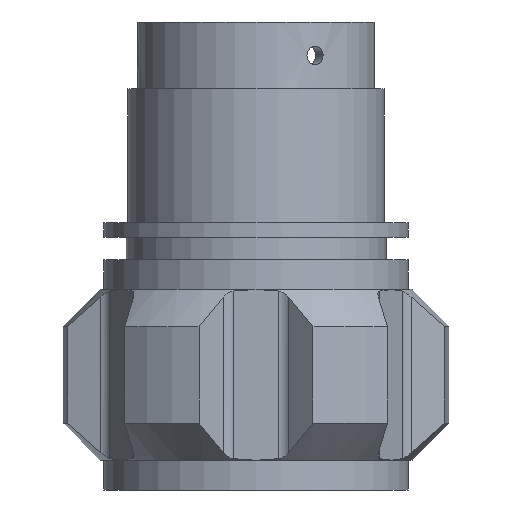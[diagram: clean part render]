
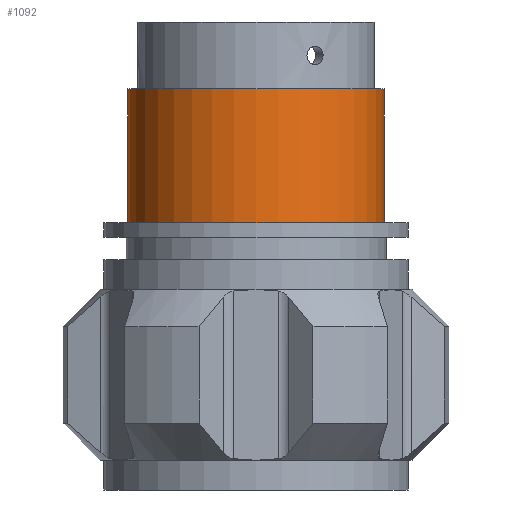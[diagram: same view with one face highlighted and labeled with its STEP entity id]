
A CAD part, front view. The second image highlights one B-rep face of the part: STEP entity #1092.
In plain terms, the highlighted cylindrical face has radius 17.243 mm (diameter 34.486 mm), a full revolution.
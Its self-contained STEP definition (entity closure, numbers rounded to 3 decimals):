
#153=FACE_OUTER_BOUND('',#221,.T.);
#221=EDGE_LOOP('',(#721,#722,#723,#724));
#304=LINE('',#1552,#351);
#351=VECTOR('',#1288,17.243);
#398=CIRCLE('',#1175,17.243);
#399=CIRCLE('',#1176,17.243);
#438=VERTEX_POINT('',#1549);
#439=VERTEX_POINT('',#1551);
#550=EDGE_CURVE('',#438,#438,#398,.T.);
#551=EDGE_CURVE('',#438,#439,#304,.T.);
#552=EDGE_CURVE('',#439,#439,#399,.T.);
#721=ORIENTED_EDGE('',*,*,#550,.T.);
#722=ORIENTED_EDGE('',*,*,#551,.T.);
#723=ORIENTED_EDGE('',*,*,#552,.F.);
#724=ORIENTED_EDGE('',*,*,#551,.F.);
#1063=CYLINDRICAL_SURFACE('',#1174,17.243);
#1092=ADVANCED_FACE('',(#153),#1063,.T.);
#1174=AXIS2_PLACEMENT_3D('',#1548,#1284,#1285);
#1175=AXIS2_PLACEMENT_3D('',#1550,#1286,#1287);
#1176=AXIS2_PLACEMENT_3D('',#1553,#1289,#1290);
#1284=DIRECTION('center_axis',(0.,0.,1.));
#1285=DIRECTION('ref_axis',(-1.,0.,0.));
#1286=DIRECTION('center_axis',(0.,0.,1.));
#1287=DIRECTION('ref_axis',(-1.,0.,0.));
#1288=DIRECTION('',(0.,0.,1.));
#1289=DIRECTION('center_axis',(0.,0.,1.));
#1290=DIRECTION('ref_axis',(-1.,0.,0.));
#1548=CARTESIAN_POINT('Origin',(0.,0.,36.));
#1549=CARTESIAN_POINT('',(17.243,0.,36.));
#1550=CARTESIAN_POINT('Origin',(0.,0.,36.));
#1551=CARTESIAN_POINT('',(17.243,0.,54.));
#1552=CARTESIAN_POINT('',(17.243,0.,36.));
#1553=CARTESIAN_POINT('Origin',(0.,0.,54.));
